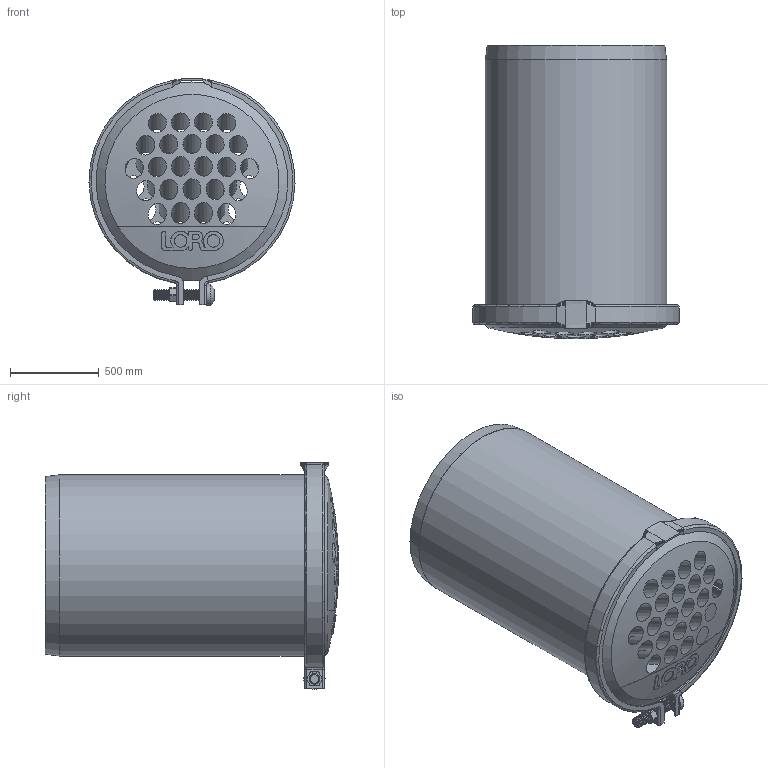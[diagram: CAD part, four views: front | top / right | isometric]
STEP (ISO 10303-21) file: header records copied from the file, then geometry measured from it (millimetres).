
FILE_DESCRIPTION(/* description */ (''),/* implementation_level */ '2;1');
FILE_NAME(/* name */ '13583.100X_3D.stp',/* time_stamp */ '2024-12-11T14:49:26+01:00',/* author */ ('CAD'),/* organization */ (''),/* preprocessor_version */ 'ST-DEVELOPER v20',/* originating_system */ 'AutoCAD Mechanical',/* authorisation */ '');
FILE_SCHEMA (('AUTOMOTIVE_DESIGN { 1 0 10303 214 3 1 1 }'));
Length unit declared in the file: centimetre
Products named in the file (3): Product; *S0; 1
Assembly tree (2 placements, depth 2):
  Product
    *S0
    1
Bounding box: 1159.88 x 1650.42 x 1278.24 mm (x, y, z)
Volume: 178908926.4 mm3; surface area: 16506293.7 mm2
Topology: 6 solids, 7 shells, 779 faces, 2042 edges, 1265 vertices
Faces by surface type: bspline 347, plane 200, cone 144, cylinder 64, torus 16, sphere 8
Full cylindrical faces by diameter (mm): 70 x4, 120 x1, 980 x1, 1020 x1
Entity records: 37933 total; most frequent: CARTESIAN_POINT 20907, ORIENTED_EDGE 3894, DIRECTION 2827, EDGE_CURVE 1947, LINE 1389, VECTOR 1389, VERTEX_POINT 1261, EDGE_LOOP 774
